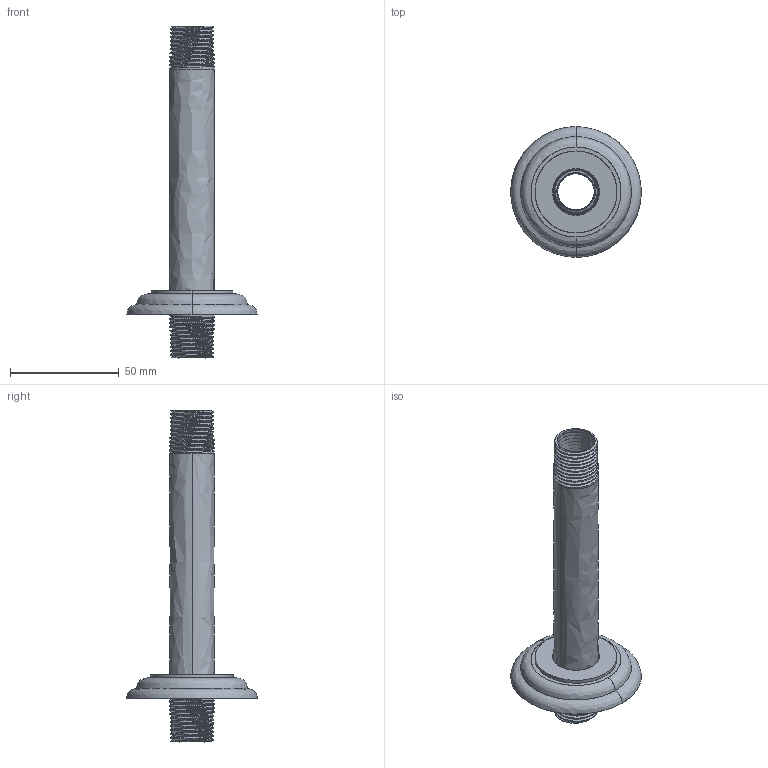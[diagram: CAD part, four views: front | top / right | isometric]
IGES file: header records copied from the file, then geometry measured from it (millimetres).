
Start section:  PTC IGES file: 517-6.igs
Global section: file name: 517-6.igs; native system: Pro/ENGINEER by Parametric Technology Corporation; preprocessor: 2009300; author: project; organization: Unknown; date: 20101118.154914; units: inch
Bounding box: 59.94 x 59.94 x 152.4 mm (x, y, z)
Surface area: 27517.8 mm2 (no closed solid volume)
Topology: 0 solids, 0 shells, 99 faces, 500 edges, 500 vertices
Faces by surface type: bspline 99
